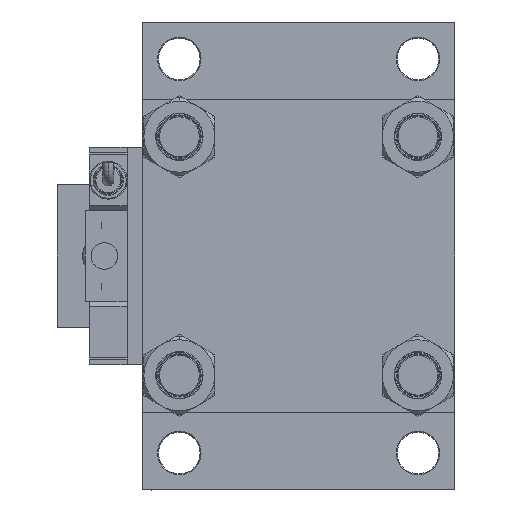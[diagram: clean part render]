
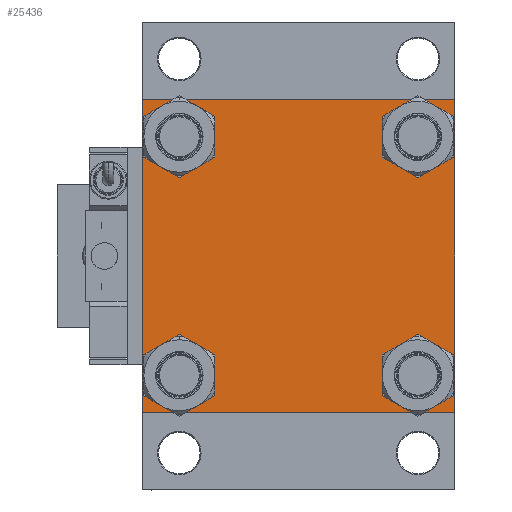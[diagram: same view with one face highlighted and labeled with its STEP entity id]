
A CAD part, left-side view. The second image highlights one B-rep face of the part: STEP entity #25436.
In plain terms, the highlighted planar face has unit normal (-1, 0, 0).
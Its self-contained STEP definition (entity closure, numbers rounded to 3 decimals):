
#1213 = EDGE_CURVE ( 'NONE', #24270, #36326, #2205, .T. ) ;
#1238 = CARTESIAN_POINT ( 'NONE',  ( 0., 62.95, -51.45 ) ) ;
#1269 = DIRECTION ( 'NONE',  ( 0., -0.707, -0.707 ) ) ;
#1359 = ORIENTED_EDGE ( 'NONE', *, *, #10617, .T. ) ;
#1785 = DIRECTION ( 'NONE',  ( 1., 0., 0. ) ) ;
#1895 = VECTOR ( 'NONE', #46881, 1000. ) ;
#2205 = LINE ( 'NONE', #18551, #44932 ) ;
#2336 = DIRECTION ( 'NONE',  ( 1., 0., 0. ) ) ;
#2447 = DIRECTION ( 'NONE',  ( 1., 0., 0. ) ) ;
#2458 = DIRECTION ( 'NONE',  ( 0., 0.707, 0.707 ) ) ;
#3253 = AXIS2_PLACEMENT_3D ( 'NONE', #48341, #36074, #35809 ) ;
#3905 = CARTESIAN_POINT ( 'NONE',  ( 0., -82.25, -82.25 ) ) ;
#4110 = EDGE_LOOP ( 'NONE', ( #53834, #34252 ) ) ;
#4286 = LINE ( 'NONE', #46736, #49506 ) ;
#4394 = ORIENTED_EDGE ( 'NONE', *, *, #26790, .T. ) ;
#4688 = CARTESIAN_POINT ( 'NONE',  ( 0., 82.5, -82.5 ) ) ;
#4922 = CARTESIAN_POINT ( 'NONE',  ( 0., -82.5, 82.5 ) ) ;
#5107 = CARTESIAN_POINT ( 'NONE',  ( 0., -62.95, 74.45 ) ) ;
#5571 = CARTESIAN_POINT ( 'NONE',  ( 0., 62.95, -74.45 ) ) ;
#5667 = VERTEX_POINT ( 'NONE', #11580 ) ;
#6509 = EDGE_CURVE ( 'NONE', #5667, #35763, #10217, .T. ) ;
#6563 = VERTEX_POINT ( 'NONE', #32806 ) ;
#6940 = CIRCLE ( 'NONE', #22616, 11.5 ) ;
#7106 = EDGE_LOOP ( 'NONE', ( #14803, #33421 ) ) ;
#7530 = EDGE_CURVE ( 'NONE', #16684, #32674, #40659, .T. ) ;
#7628 = VERTEX_POINT ( 'NONE', #5571 ) ;
#7720 = EDGE_LOOP ( 'NONE', ( #48744, #8676 ) ) ;
#8349 = EDGE_CURVE ( 'NONE', #6563, #36326, #22622, .T. ) ;
#8676 = ORIENTED_EDGE ( 'NONE', *, *, #43117, .T. ) ;
#9900 = EDGE_CURVE ( 'NONE', #7628, #43026, #44293, .T. ) ;
#10217 = CIRCLE ( 'NONE', #3253, 11.5 ) ;
#10361 = CARTESIAN_POINT ( 'NONE',  ( 0., 82.5, 82.5 ) ) ;
#10617 = EDGE_CURVE ( 'NONE', #6563, #13118, #4286, .T. ) ;
#10948 = CARTESIAN_POINT ( 'NONE',  ( 0., 62.95, 62.95 ) ) ;
#11062 = DIRECTION ( 'NONE',  ( 0., 0., 1. ) ) ;
#11524 = EDGE_CURVE ( 'NONE', #32674, #16684, #6940, .T. ) ;
#11580 = CARTESIAN_POINT ( 'NONE',  ( 0., 62.95, 51.45 ) ) ;
#12317 = EDGE_LOOP ( 'NONE', ( #45486, #51971 ) ) ;
#12677 = CARTESIAN_POINT ( 'NONE',  ( 0., -82.5, 82. ) ) ;
#12971 = AXIS2_PLACEMENT_3D ( 'NONE', #30114, #2336, #51358 ) ;
#13118 = VERTEX_POINT ( 'NONE', #23932 ) ;
#13969 = CARTESIAN_POINT ( 'NONE',  ( 0., 62.95, 74.45 ) ) ;
#14763 = DIRECTION ( 'NONE',  ( 1., 0., 0. ) ) ;
#14786 = CARTESIAN_POINT ( 'NONE',  ( 0., -82., -82.5 ) ) ;
#14803 = ORIENTED_EDGE ( 'NONE', *, *, #35815, .T. ) ;
#15165 = EDGE_CURVE ( 'NONE', #46492, #50006, #42793, .T. ) ;
#16183 = CARTESIAN_POINT ( 'NONE',  ( 0., 82.5, 82.5 ) ) ;
#16392 = DIRECTION ( 'NONE',  ( 1., 0., 0. ) ) ;
#16549 = DIRECTION ( 'NONE',  ( 0., 0.707, -0.707 ) ) ;
#16684 = VERTEX_POINT ( 'NONE', #36420 ) ;
#16717 = DIRECTION ( 'NONE',  ( 0., 0., -1. ) ) ;
#17271 = EDGE_CURVE ( 'NONE', #13118, #41046, #40934, .T. ) ;
#17777 = AXIS2_PLACEMENT_3D ( 'NONE', #10948, #14763, #18847 ) ;
#17857 = EDGE_CURVE ( 'NONE', #24270, #48405, #50394, .T. ) ;
#18165 = CIRCLE ( 'NONE', #20766, 11.5 ) ;
#18551 = CARTESIAN_POINT ( 'NONE',  ( 0., -82.25, 82.25 ) ) ;
#18847 = DIRECTION ( 'NONE',  ( 0., 0., 1. ) ) ;
#19061 = DIRECTION ( 'NONE',  ( 0., 0., 1. ) ) ;
#19444 = CARTESIAN_POINT ( 'NONE',  ( 0., 0., 0. ) ) ;
#20766 = AXIS2_PLACEMENT_3D ( 'NONE', #43973, #1785, #27367 ) ;
#21238 = CIRCLE ( 'NONE', #17777, 11.5 ) ;
#21427 = CARTESIAN_POINT ( 'NONE',  ( 0., 82.25, -82.25 ) ) ;
#22361 = ORIENTED_EDGE ( 'NONE', *, *, #17271, .T. ) ;
#22616 = AXIS2_PLACEMENT_3D ( 'NONE', #30329, #26257, #35473 ) ;
#22622 = LINE ( 'NONE', #10361, #44214 ) ;
#22735 = FACE_BOUND ( 'NONE', #4110, .T. ) ;
#23000 = FACE_BOUND ( 'NONE', #7720, .T. ) ;
#23669 = CARTESIAN_POINT ( 'NONE',  ( 0., -62.95, 51.45 ) ) ;
#23932 = CARTESIAN_POINT ( 'NONE',  ( 0., 82.5, 82. ) ) ;
#24226 = ORIENTED_EDGE ( 'NONE', *, *, #17857, .F. ) ;
#24270 = VERTEX_POINT ( 'NONE', #12677 ) ;
#24297 = CARTESIAN_POINT ( 'NONE',  ( 0., 62.95, -62.95 ) ) ;
#25436 = ADVANCED_FACE ( 'NONE', ( #23000, #22735, #48047, #27612, #27354 ), #35244, .T. ) ;
#25521 = LINE ( 'NONE', #21427, #26086 ) ;
#26086 = VECTOR ( 'NONE', #1269, 1000. ) ;
#26257 = DIRECTION ( 'NONE',  ( 1., 0., 0. ) ) ;
#26589 = ORIENTED_EDGE ( 'NONE', *, *, #35672, .T. ) ;
#26790 = EDGE_CURVE ( 'NONE', #41046, #46492, #25521, .T. ) ;
#26913 = CIRCLE ( 'NONE', #53845, 11.5 ) ;
#27298 = CARTESIAN_POINT ( 'NONE',  ( 0., 82.5, -82. ) ) ;
#27354 = FACE_OUTER_BOUND ( 'NONE', #48714, .T. ) ;
#27367 = DIRECTION ( 'NONE',  ( 0., 0., 1. ) ) ;
#27612 = FACE_BOUND ( 'NONE', #7106, .T. ) ;
#29908 = EDGE_CURVE ( 'NONE', #43026, #7628, #50582, .T. ) ;
#30114 = CARTESIAN_POINT ( 'NONE',  ( 0., 62.95, -62.95 ) ) ;
#30263 = AXIS2_PLACEMENT_3D ( 'NONE', #48352, #44555, #11062 ) ;
#30329 = CARTESIAN_POINT ( 'NONE',  ( 0., -62.95, -62.95 ) ) ;
#31049 = DIRECTION ( 'NONE',  ( 0., -1., 0. ) ) ;
#31683 = VECTOR ( 'NONE', #44756, 1000. ) ;
#32448 = VERTEX_POINT ( 'NONE', #23669 ) ;
#32496 = LINE ( 'NONE', #3905, #31683 ) ;
#32674 = VERTEX_POINT ( 'NONE', #40114 ) ;
#32806 = CARTESIAN_POINT ( 'NONE',  ( 0., 82., 82.5 ) ) ;
#32987 = DIRECTION ( 'NONE',  ( 0., 0., 1. ) ) ;
#33421 = ORIENTED_EDGE ( 'NONE', *, *, #6509, .T. ) ;
#34252 = ORIENTED_EDGE ( 'NONE', *, *, #7530, .T. ) ;
#35244 = PLANE ( 'NONE',  #41787 ) ;
#35473 = DIRECTION ( 'NONE',  ( 0., 0., 1. ) ) ;
#35672 = EDGE_CURVE ( 'NONE', #50006, #48405, #32496, .T. ) ;
#35763 = VERTEX_POINT ( 'NONE', #13969 ) ;
#35809 = DIRECTION ( 'NONE',  ( 0., 0., 1. ) ) ;
#35815 = EDGE_CURVE ( 'NONE', #35763, #5667, #21238, .T. ) ;
#36074 = DIRECTION ( 'NONE',  ( 1., 0., 0. ) ) ;
#36326 = VERTEX_POINT ( 'NONE', #38304 ) ;
#36420 = CARTESIAN_POINT ( 'NONE',  ( 0., -62.95, -74.45 ) ) ;
#38304 = CARTESIAN_POINT ( 'NONE',  ( 0., -82., 82.5 ) ) ;
#39316 = DIRECTION ( 'NONE',  ( 0., 0., 1. ) ) ;
#39717 = CARTESIAN_POINT ( 'NONE',  ( 0., -62.95, 62.95 ) ) ;
#40114 = CARTESIAN_POINT ( 'NONE',  ( 0., -62.95, -51.45 ) ) ;
#40659 = CIRCLE ( 'NONE', #30263, 11.5 ) ;
#40934 = LINE ( 'NONE', #16183, #51912 ) ;
#41046 = VERTEX_POINT ( 'NONE', #27298 ) ;
#41134 = CARTESIAN_POINT ( 'NONE',  ( 0., -82.5, -82. ) ) ;
#41745 = VERTEX_POINT ( 'NONE', #5107 ) ;
#41787 = AXIS2_PLACEMENT_3D ( 'NONE', #19444, #52393, #39316 ) ;
#42040 = ORIENTED_EDGE ( 'NONE', *, *, #1213, .T. ) ;
#42724 = AXIS2_PLACEMENT_3D ( 'NONE', #24297, #16392, #32987 ) ;
#42759 = DIRECTION ( 'NONE',  ( 0., 0., -1. ) ) ;
#42793 = LINE ( 'NONE', #4688, #1895 ) ;
#43026 = VERTEX_POINT ( 'NONE', #1238 ) ;
#43117 = EDGE_CURVE ( 'NONE', #32448, #41745, #18165, .T. ) ;
#43973 = CARTESIAN_POINT ( 'NONE',  ( 0., -62.95, 62.95 ) ) ;
#44214 = VECTOR ( 'NONE', #31049, 1000. ) ;
#44293 = CIRCLE ( 'NONE', #12971, 11.5 ) ;
#44505 = EDGE_CURVE ( 'NONE', #41745, #32448, #26913, .T. ) ;
#44555 = DIRECTION ( 'NONE',  ( 1., 0., 0. ) ) ;
#44756 = DIRECTION ( 'NONE',  ( 0., -0.707, 0.707 ) ) ;
#44932 = VECTOR ( 'NONE', #2458, 1000. ) ;
#45486 = ORIENTED_EDGE ( 'NONE', *, *, #29908, .T. ) ;
#46492 = VERTEX_POINT ( 'NONE', #46608 ) ;
#46608 = CARTESIAN_POINT ( 'NONE',  ( 0., 82., -82.5 ) ) ;
#46736 = CARTESIAN_POINT ( 'NONE',  ( 0., 82.25, 82.25 ) ) ;
#46881 = DIRECTION ( 'NONE',  ( 0., -1., 0. ) ) ;
#48047 = FACE_BOUND ( 'NONE', #12317, .T. ) ;
#48341 = CARTESIAN_POINT ( 'NONE',  ( 0., 62.95, 62.95 ) ) ;
#48352 = CARTESIAN_POINT ( 'NONE',  ( 0., -62.95, -62.95 ) ) ;
#48405 = VERTEX_POINT ( 'NONE', #41134 ) ;
#48689 = ORIENTED_EDGE ( 'NONE', *, *, #8349, .F. ) ;
#48714 = EDGE_LOOP ( 'NONE', ( #22361, #4394, #51592, #26589, #24226, #42040, #48689, #1359 ) ) ;
#48744 = ORIENTED_EDGE ( 'NONE', *, *, #44505, .T. ) ;
#49506 = VECTOR ( 'NONE', #16549, 1000. ) ;
#50006 = VERTEX_POINT ( 'NONE', #14786 ) ;
#50394 = LINE ( 'NONE', #4922, #51053 ) ;
#50582 = CIRCLE ( 'NONE', #42724, 11.5 ) ;
#51053 = VECTOR ( 'NONE', #42759, 1000. ) ;
#51358 = DIRECTION ( 'NONE',  ( 0., 0., 1. ) ) ;
#51592 = ORIENTED_EDGE ( 'NONE', *, *, #15165, .T. ) ;
#51912 = VECTOR ( 'NONE', #16717, 1000. ) ;
#51971 = ORIENTED_EDGE ( 'NONE', *, *, #9900, .T. ) ;
#52393 = DIRECTION ( 'NONE',  ( -1., 0., 0. ) ) ;
#53834 = ORIENTED_EDGE ( 'NONE', *, *, #11524, .T. ) ;
#53845 = AXIS2_PLACEMENT_3D ( 'NONE', #39717, #2447, #19061 ) ;
